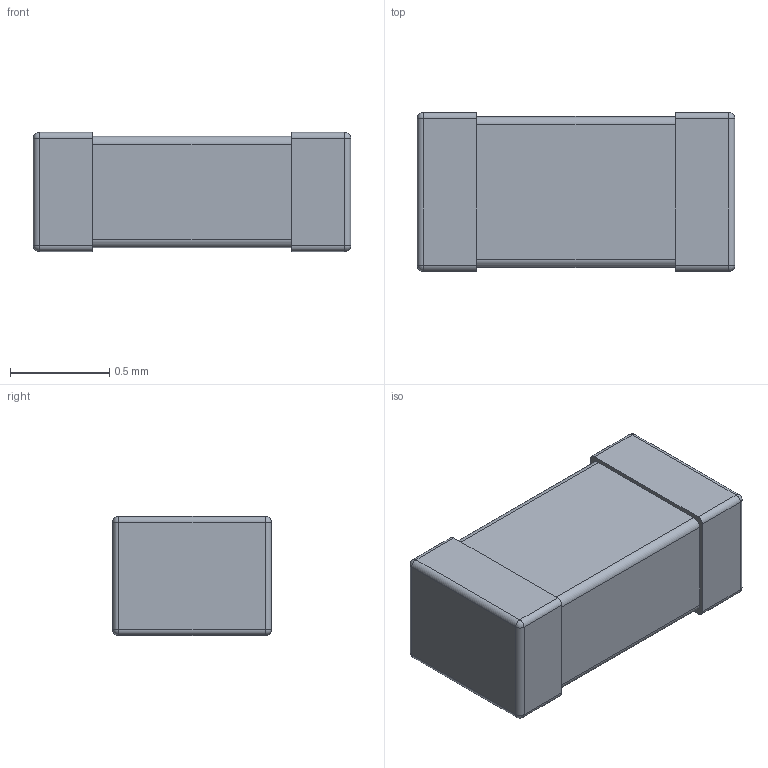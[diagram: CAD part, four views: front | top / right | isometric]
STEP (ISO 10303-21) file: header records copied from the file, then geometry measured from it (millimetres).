
FILE_DESCRIPTION(('FreeCAD Model'),'2;1');
FILE_NAME('L_0603.step', '2016-06-08T19:53:10',('Author'),(''), 'Open CASCADE STEP processor 6.8','FreeCAD','Unknown');
FILE_SCHEMA(('AUTOMOTIVE_DESIGN_CC2 { 1 2 10303 214 -1 1 5 4 }'));
Length unit declared in the file: inch
Products named in the file (4): ASSEMBLY; body; right-side; left-side
Assembly tree (3 placements, depth 2):
  ASSEMBLY
    body
    right-side
    left-side
Bounding box: 1.6 x 0.8 x 0.6 mm (x, y, z)
Volume: 0.7 mm3; surface area: 6.9 mm2
Topology: 3 solids, 3 shells, 46 faces, 104 edges, 56 vertices
Faces by surface type: cylinder 20, plane 18, sphere 8
Entity records: 2564 total; most frequent: CARTESIAN_POINT 458, DIRECTION 404, LINE 216, VECTOR 216, ORIENTED_EDGE 192, PCURVE 192, DEFINITIONAL_REPRESENTATION 192, EDGE_CURVE 96
